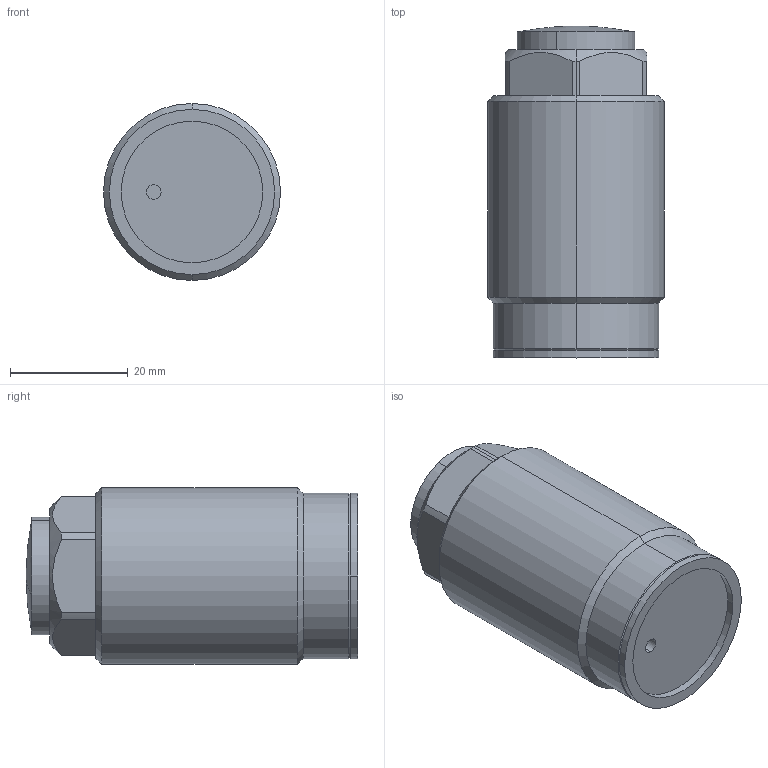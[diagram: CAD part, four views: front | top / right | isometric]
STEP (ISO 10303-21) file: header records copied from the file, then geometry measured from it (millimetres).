
FILE_DESCRIPTION (( 'STEP AP203' ), '1' );
FILE_NAME ('HTC-20A.STEP', '2020-04-23T08:08:44', ( '微软用户' ), ( '微软中国' ), 'SwSTEP 2.0', 'SolidWorks 2012', '' );
FILE_SCHEMA (( 'CONFIG_CONTROL_DESIGN' ));
Length unit declared in the file: millimetre
Products named in the file (4): HTC-20A掛极; 活塞杆20A; HTC-20垫圈; HTC-20A
Assembly tree (3 placements, depth 2):
  HTC-20A
    HTC-20A掛极
    活塞杆20A
    HTC-20垫圈
Bounding box: 30 x 56.25 x 30 mm (x, y, z)
Volume: 33292.3 mm3; surface area: 13804 mm2
Topology: 3 solids, 3 shells, 56 faces, 124 edges, 78 vertices
Faces by surface type: cylinder 25, plane 15, cone 8, torus 6, sphere 2
Entity records: 2065 total; most frequent: CARTESIAN_POINT 350, DIRECTION 315, ORIENTED_EDGE 248, AXIS2_PLACEMENT_3D 135, EDGE_CURVE 124, VERTEX_POINT 78, CIRCLE 73, EDGE_LOOP 64
